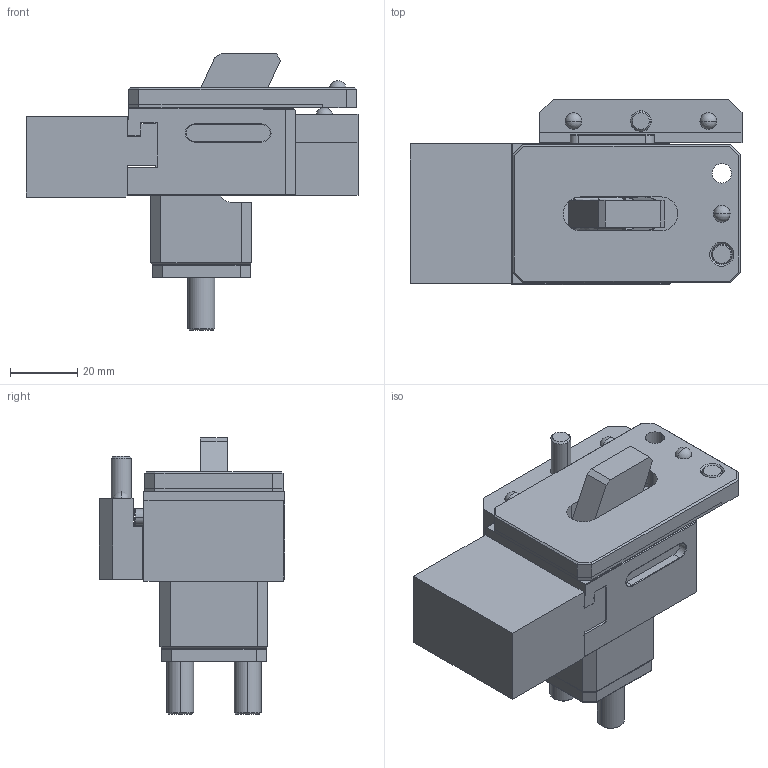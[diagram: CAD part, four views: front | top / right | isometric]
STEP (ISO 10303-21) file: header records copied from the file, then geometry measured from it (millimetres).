
FILE_DESCRIPTION (( 'STEP AP214' ), '1' );
FILE_NAME ('CS423017.STEP', '2024-02-09T13:58:26', ( '' ), ( '' ), 'SwSTEP 2.0', 'SolidWorks 2021', '' );
FILE_SCHEMA (( 'AUTOMOTIVE_DESIGN' ));
Length unit declared in the file: millimetre
Products named in the file (22): iman_14x4^CS423017-; 9CS423017-D1^CS423017-; 9CS423009-E^CS423017-; iman_8x4^CS423017-; Soporte^CS423017-; 9CS000000-F_V3^Soporte_CS423017-; Bola_5^CS423017-; CS423017; 9CS423017-C^CS423017-; iman_6x5^CS423017-; iman_6x2^CS423017-; iman_4x2^CS423017-; Bola_5^Soporte_CS423017-; 9CS423017-A; torica_3x1i5^CS423017-; Chaveta_25x5^CS423017-; 9CS000000-G^CS423017-; 9CS423009-B^CS423017-; M6x30^Soporte_CS423017-; iman_6x3^CS423017-; 9CS423017-D2^CS423017-; M8x55(esp)^CS423017-
Assembly tree (28 placements, depth 3):
  CS423017
    Soporte^CS423017-
      9CS000000-F_V3^Soporte_CS423017-
      M6x30^Soporte_CS423017-
      Bola_5^Soporte_CS423017-  x2
      9CS423017-A
    iman_6x3^CS423017-  x2
    iman_6x5^CS423017-
    M8x55(esp)^CS423017-  x2
    9CS423009-E^CS423017-
    iman_6x2^CS423017-
    9CS423009-B^CS423017-
    Chaveta_25x5^CS423017-
    iman_4x2^CS423017-
    torica_3x1i5^CS423017-
    9CS000000-G^CS423017-
    Bola_5^CS423017-
    9CS423017-D2^CS423017-
    9CS423017-D1^CS423017-
    iman_14x4^CS423017-  x2
    iman_8x4^CS423017-  x4
    9CS423017-C^CS423017-
Bounding box: 98.5 x 55 x 82 mm (x, y, z)
Volume: 135754 mm3; surface area: 55614.1 mm2
Topology: 27 solids, 27 shells, 898 faces, 2182 edges, 1367 vertices
Faces by surface type: plane 372, bspline 187, cylinder 178, torus 95, cone 54, sphere 12
Entity records: 38727 total; most frequent: CARTESIAN_POINT 16166, ORIENTED_EDGE 4044, DIRECTION 3407, EDGE_CURVE 2022, VERTEX_POINT 1284, AXIS2_PLACEMENT_3D 1148, LINE 1111, VECTOR 1111
